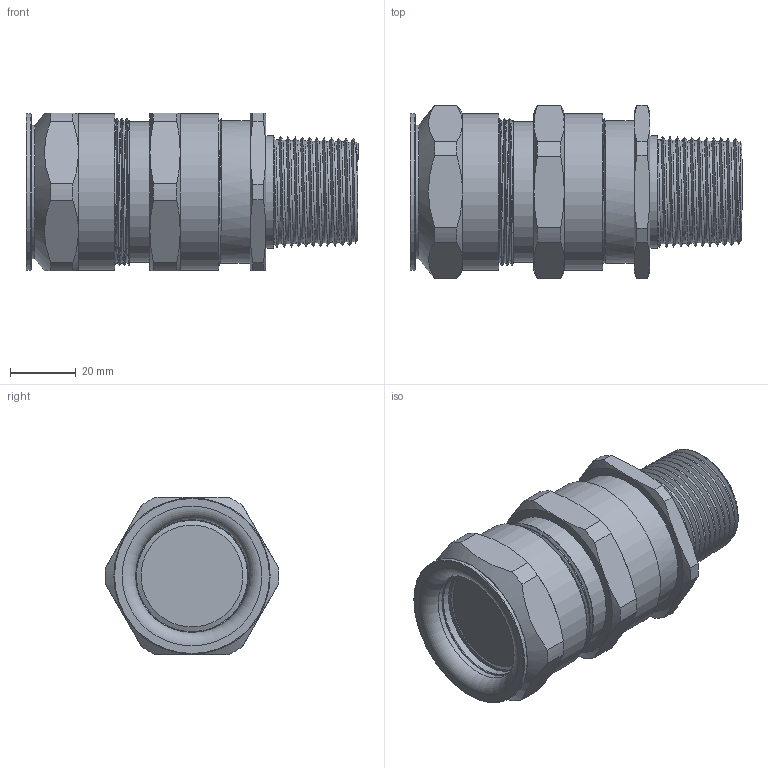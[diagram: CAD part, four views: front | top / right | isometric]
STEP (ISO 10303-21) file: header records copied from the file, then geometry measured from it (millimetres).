
FILE_DESCRIPTION(/* description */ ('ADE-4F NPT 1" Größe 9'),/* implementation_level */ '2;1');
FILE_NAME(/* name */ '00848804V1-RST.stp',/* time_stamp */ '2023-06-13T08:02:20+02:00',/* author */ ('sl'),/* organization */ (''),/* preprocessor_version */ 'ST-DEVELOPER v16.5',/* originating_system */ 'Autodesk Inventor 2017',/* authorisation */ '');
FILE_SCHEMA (('AUTOMOTIVE_DESIGN { 1 0 10303 214 3 1 1 }'));
Length unit declared in the file: millimetre
Products named in the file (9): 00848804V1; 00848804V1_1; 00848804V1_2; 00848804V1_3; 00848804V1_4; 00848804V1_5; 00848804V1_6; 00848804V1_7; 00848804V1_8
Assembly tree (8 placements, depth 2):
  00848804V1
    00848804V1_1
    00848804V1_2
    00848804V1_3
    00848804V1_4
    00848804V1_5
    00848804V1_6
    00848804V1_7
    00848804V1_8
Bounding box: 100.97 x 52.74 x 48 mm (x, y, z)
Volume: 67201.1 mm3; surface area: 62057.1 mm2
Topology: 10 solids, 10 shells, 226 faces, 488 edges, 305 vertices
Faces by surface type: cylinder 80, plane 70, cone 49, torus 17, bspline 10
Full cylindrical faces by diameter (mm): 26.23 x1, 27.43 x1, 27.57 x1, 29.68 x1, 29.72 x1, 31.45 x1, 32 x1, 32.7 x1, 33.88 x1, 33.89 x1, 34.05 x1, 34.14 x1, 34.5 x1, 35 x1, 35.27 x2, 36.88 x1, 37.08 x1, 37.43 x1, 38.47 x1, 40 x2, 40.3 x1, 40.33 x1, 40.39 x1, 40.68 x1, 42.74 x1, 43.04 x1, 43.258 x5, 43.27 x2, 43.47 x11, 43.49 x11
Entity records: 13372 total; most frequent: CARTESIAN_POINT 9426, DIRECTION 796, ORIENTED_EDGE 658, AXIS2_PLACEMENT_3D 380, EDGE_CURVE 327, EDGE_LOOP 309, VERTEX_POINT 242, FACE_OUTER_BOUND 199
